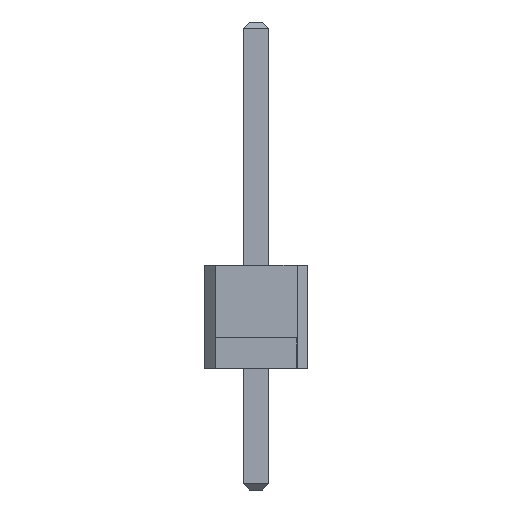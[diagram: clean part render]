
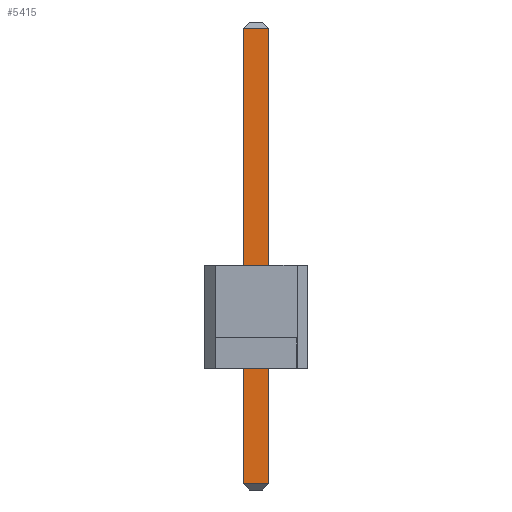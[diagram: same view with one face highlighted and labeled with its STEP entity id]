
A CAD part, front view. The second image highlights one B-rep face of the part: STEP entity #5415.
In plain terms, the highlighted planar face has unit normal (0, -1, 0).
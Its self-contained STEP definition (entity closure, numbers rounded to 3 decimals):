
#115=FACE_OUTER_BOUND('',#448,.T.);
#448=EDGE_LOOP('',(#3681,#3682,#3683,#3684));
#829=LINE('',#7617,#1589);
#836=LINE('',#7630,#1596);
#845=LINE('',#7648,#1605);
#848=LINE('',#7653,#1608);
#1589=VECTOR('',#6178,10.);
#1596=VECTOR('',#6191,10.);
#1605=VECTOR('',#6208,10.);
#1608=VECTOR('',#6215,10.);
#2326=VERTEX_POINT('',#7600);
#2331=VERTEX_POINT('',#7611);
#2335=VERTEX_POINT('',#7629);
#2340=VERTEX_POINT('',#7643);
#2829=EDGE_CURVE('',#2326,#2331,#829,.T.);
#2836=EDGE_CURVE('',#2335,#2331,#836,.T.);
#2845=EDGE_CURVE('',#2335,#2340,#845,.T.);
#2848=EDGE_CURVE('',#2326,#2340,#848,.T.);
#3681=ORIENTED_EDGE('',*,*,#2829,.F.);
#3682=ORIENTED_EDGE('',*,*,#2848,.T.);
#3683=ORIENTED_EDGE('',*,*,#2845,.F.);
#3684=ORIENTED_EDGE('',*,*,#2836,.T.);
#5085=PLANE('',#5778);
#5415=ADVANCED_FACE('',(#115),#5085,.T.);
#5778=AXIS2_PLACEMENT_3D('',#7655,#6218,#6219);
#6178=DIRECTION('',(-1.,0.,0.));
#6191=DIRECTION('',(0.,0.,-1.));
#6208=DIRECTION('',(1.,0.,0.));
#6215=DIRECTION('',(0.,0.,1.));
#6218=DIRECTION('center_axis',(0.,-1.,0.));
#6219=DIRECTION('ref_axis',(0.,0.,-1.));
#7600=CARTESIAN_POINT('',(0.32,-11.75,-2.85));
#7611=CARTESIAN_POINT('',(-0.32,-11.75,-2.85));
#7617=CARTESIAN_POINT('',(0.16,-11.75,-2.85));
#7629=CARTESIAN_POINT('',(-0.32,-11.75,8.39));
#7630=CARTESIAN_POINT('',(-0.32,-11.75,-3.));
#7643=CARTESIAN_POINT('',(0.32,-11.75,8.39));
#7648=CARTESIAN_POINT('',(-0.16,-11.75,8.39));
#7653=CARTESIAN_POINT('',(0.32,-11.75,8.54));
#7655=CARTESIAN_POINT('Origin',(0.,-11.75,2.77));
